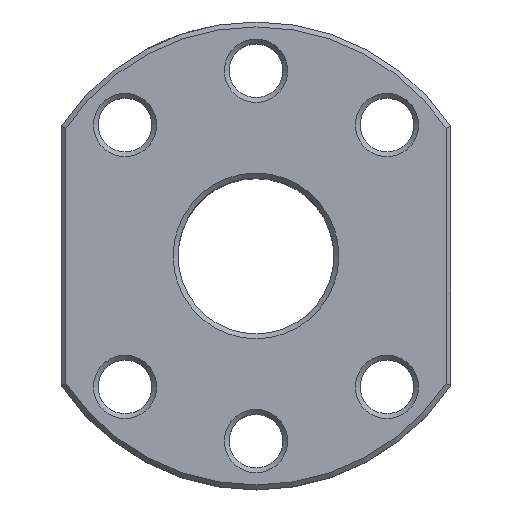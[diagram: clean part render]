
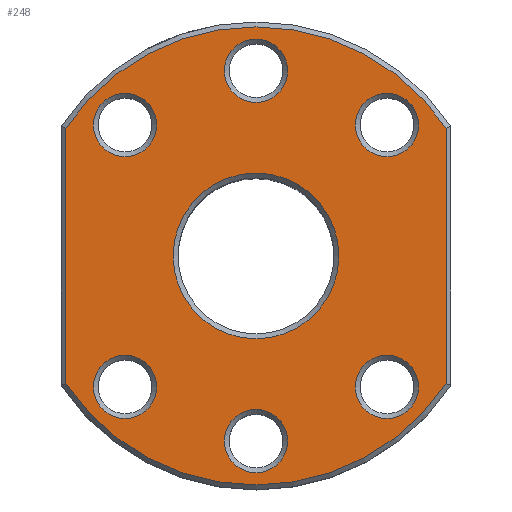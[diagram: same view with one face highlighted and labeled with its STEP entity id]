
A CAD part, top view. The second image highlights one B-rep face of the part: STEP entity #248.
In plain terms, the highlighted planar face has unit normal (0, 0, 1).
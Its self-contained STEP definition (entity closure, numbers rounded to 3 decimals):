
#223=CIRCLE('',#2463,3.25);
#224=CIRCLE('',#2464,3.25);
#225=CIRCLE('',#2465,3.25);
#226=CIRCLE('',#2466,3.25);
#227=CIRCLE('',#2467,3.25);
#228=CIRCLE('',#2468,3.25);
#229=CIRCLE('',#2469,23.5);
#230=CIRCLE('',#2470,23.5);
#231=CIRCLE('',#2471,8.5);
#248=ADVANCED_FACE('',(#498,#499,#500,#501,#502,#503,#504,#505),#380,.T.);
#380=PLANE('',#2472);
#498=FACE_BOUND('',#586,.T.);
#499=FACE_BOUND('',#587,.T.);
#500=FACE_BOUND('',#588,.T.);
#501=FACE_BOUND('',#589,.T.);
#502=FACE_BOUND('',#590,.T.);
#503=FACE_BOUND('',#591,.T.);
#504=FACE_BOUND('',#592,.T.);
#505=FACE_BOUND('',#593,.T.);
#586=EDGE_LOOP('',(#1003));
#587=EDGE_LOOP('',(#1004));
#588=EDGE_LOOP('',(#1005));
#589=EDGE_LOOP('',(#1006));
#590=EDGE_LOOP('',(#1007));
#591=EDGE_LOOP('',(#1008));
#592=EDGE_LOOP('',(#1009,#1010,#1011,#1012));
#593=EDGE_LOOP('',(#1013));
#1003=ORIENTED_EDGE('',*,*,#1861,.T.);
#1004=ORIENTED_EDGE('',*,*,#1862,.T.);
#1005=ORIENTED_EDGE('',*,*,#1863,.T.);
#1006=ORIENTED_EDGE('',*,*,#1864,.T.);
#1007=ORIENTED_EDGE('',*,*,#1865,.T.);
#1008=ORIENTED_EDGE('',*,*,#1866,.T.);
#1009=ORIENTED_EDGE('',*,*,#1867,.T.);
#1010=ORIENTED_EDGE('',*,*,#1868,.T.);
#1011=ORIENTED_EDGE('',*,*,#1869,.T.);
#1012=ORIENTED_EDGE('',*,*,#1870,.T.);
#1013=ORIENTED_EDGE('',*,*,#1871,.T.);
#1637=VERTEX_POINT('',#3587);
#1638=VERTEX_POINT('',#3589);
#1639=VERTEX_POINT('',#3591);
#1640=VERTEX_POINT('',#3593);
#1641=VERTEX_POINT('',#3595);
#1642=VERTEX_POINT('',#3597);
#1643=VERTEX_POINT('',#3599);
#1644=VERTEX_POINT('',#3600);
#1645=VERTEX_POINT('',#3602);
#1646=VERTEX_POINT('',#3604);
#1647=VERTEX_POINT('',#3607);
#1861=EDGE_CURVE('',#1637,#1637,#223,.T.);
#1862=EDGE_CURVE('',#1638,#1638,#224,.T.);
#1863=EDGE_CURVE('',#1639,#1639,#225,.T.);
#1864=EDGE_CURVE('',#1640,#1640,#226,.T.);
#1865=EDGE_CURVE('',#1641,#1641,#227,.T.);
#1866=EDGE_CURVE('',#1642,#1642,#228,.T.);
#1867=EDGE_CURVE('',#1643,#1644,#229,.T.);
#1868=EDGE_CURVE('',#1644,#1645,#2143,.T.);
#1869=EDGE_CURVE('',#1645,#1646,#230,.T.);
#1870=EDGE_CURVE('',#1646,#1643,#2144,.T.);
#1871=EDGE_CURVE('',#1647,#1647,#231,.T.);
#2143=LINE('',#3601,#2305);
#2144=LINE('',#3605,#2306);
#2305=VECTOR('',#2713,1.);
#2306=VECTOR('',#2716,1.);
#2463=AXIS2_PLACEMENT_3D('',#3586,#2699,#2700);
#2464=AXIS2_PLACEMENT_3D('',#3588,#2701,#2702);
#2465=AXIS2_PLACEMENT_3D('',#3590,#2703,#2704);
#2466=AXIS2_PLACEMENT_3D('',#3592,#2705,#2706);
#2467=AXIS2_PLACEMENT_3D('',#3594,#2707,#2708);
#2468=AXIS2_PLACEMENT_3D('',#3596,#2709,#2710);
#2469=AXIS2_PLACEMENT_3D('',#3598,#2711,#2712);
#2470=AXIS2_PLACEMENT_3D('',#3603,#2714,#2715);
#2471=AXIS2_PLACEMENT_3D('',#3606,#2717,#2718);
#2472=AXIS2_PLACEMENT_3D('',#3608,#2719,#2720);
#2699=DIRECTION('',(0.,0.,-1.));
#2700=DIRECTION('',(1.,0.,0.));
#2701=DIRECTION('',(0.,0.,-1.));
#2702=DIRECTION('',(1.,0.,0.));
#2703=DIRECTION('',(0.,0.,-1.));
#2704=DIRECTION('',(1.,0.,0.));
#2705=DIRECTION('',(0.,0.,-1.));
#2706=DIRECTION('',(1.,0.,0.));
#2707=DIRECTION('',(0.,0.,-1.));
#2708=DIRECTION('',(1.,0.,0.));
#2709=DIRECTION('',(0.,0.,-1.));
#2710=DIRECTION('',(1.,0.,0.));
#2711=DIRECTION('',(0.,0.,1.));
#2712=DIRECTION('',(1.,0.,0.));
#2713=DIRECTION('',(0.,-1.,0.));
#2714=DIRECTION('',(0.,0.,1.));
#2715=DIRECTION('',(1.,0.,0.));
#2716=DIRECTION('',(0.,1.,0.));
#2717=DIRECTION('',(0.,0.,-1.));
#2718=DIRECTION('',(1.,0.,0.));
#2719=DIRECTION('',(0.,0.,1.));
#2720=DIRECTION('',(1.,0.,0.));
#3586=CARTESIAN_POINT('',(-13.435,13.435,0.));
#3587=CARTESIAN_POINT('',(-10.185,13.435,0.));
#3588=CARTESIAN_POINT('',(0.,19.,0.));
#3589=CARTESIAN_POINT('',(3.25,19.,0.));
#3590=CARTESIAN_POINT('',(13.435,13.435,0.));
#3591=CARTESIAN_POINT('',(16.685,13.435,0.));
#3592=CARTESIAN_POINT('',(13.435,-13.435,0.));
#3593=CARTESIAN_POINT('',(16.685,-13.435,0.));
#3594=CARTESIAN_POINT('',(0.,-19.,0.));
#3595=CARTESIAN_POINT('',(3.25,-19.,0.));
#3596=CARTESIAN_POINT('',(-13.435,-13.435,0.));
#3597=CARTESIAN_POINT('',(-10.185,-13.435,0.));
#3598=CARTESIAN_POINT('',(0.,0.,0.));
#3599=CARTESIAN_POINT('',(19.5,13.115,0.));
#3600=CARTESIAN_POINT('',(-19.5,13.115,0.));
#3601=CARTESIAN_POINT('',(-19.5,-13.266,0.));
#3602=CARTESIAN_POINT('',(-19.5,-13.115,0.));
#3603=CARTESIAN_POINT('',(0.,0.,0.));
#3604=CARTESIAN_POINT('',(19.5,-13.115,0.));
#3605=CARTESIAN_POINT('',(19.5,13.266,0.));
#3606=CARTESIAN_POINT('',(0.,0.,0.));
#3607=CARTESIAN_POINT('',(8.5,0.,0.));
#3608=CARTESIAN_POINT('',(0.,0.,0.));
